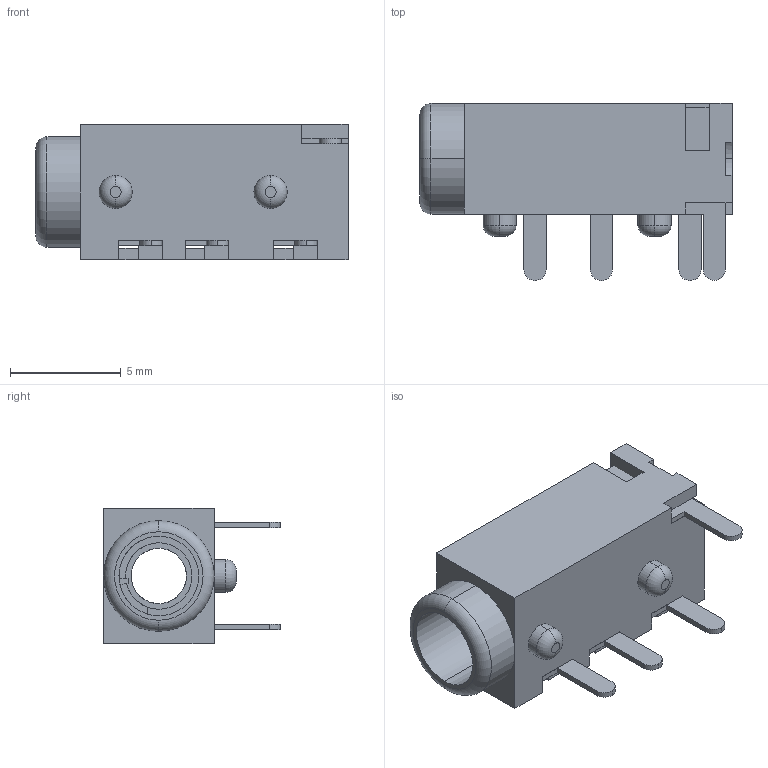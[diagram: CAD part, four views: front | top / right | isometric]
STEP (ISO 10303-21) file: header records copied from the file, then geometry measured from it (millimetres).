
FILE_DESCRIPTION (( 'STEP AP214' ), '1' );
FILE_NAME ('PJ320A.STEP', '2022-01-31T16:48:33', ( '' ), ( '' ), 'SwSTEP 2.0', 'SolidWorks 2017', '' );
FILE_SCHEMA (( 'AUTOMOTIVE_DESIGN' ));
Length unit declared in the file: millimetre
Products named in the file (4): PJ320A-Pin-B; PJ320A; PJ320A蝶褲; PJ320A-Pin-A
Assembly tree (5 placements, depth 2):
  PJ320A
    PJ320A蝶褲
    PJ320A-Pin-A  x3
    PJ320A-Pin-B
Bounding box: 14.1 x 8 x 6.1 mm (x, y, z)
Volume: 275.1 mm3; surface area: 695.2 mm2
Topology: 5 solids, 5 shells, 146 faces, 421 edges, 278 vertices
Faces by surface type: plane 109, cylinder 31, torus 6
Entity records: 4003 total; most frequent: CARTESIAN_POINT 669, ORIENTED_EDGE 662, DIRECTION 633, EDGE_CURVE 331, LINE 269, VECTOR 269, VERTEX_POINT 218, AXIS2_PLACEMENT_3D 182
